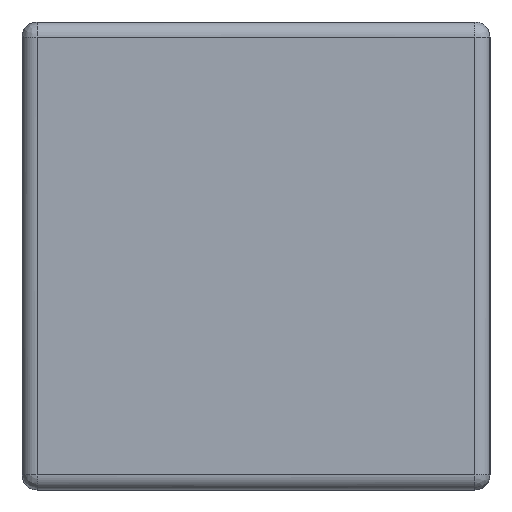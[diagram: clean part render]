
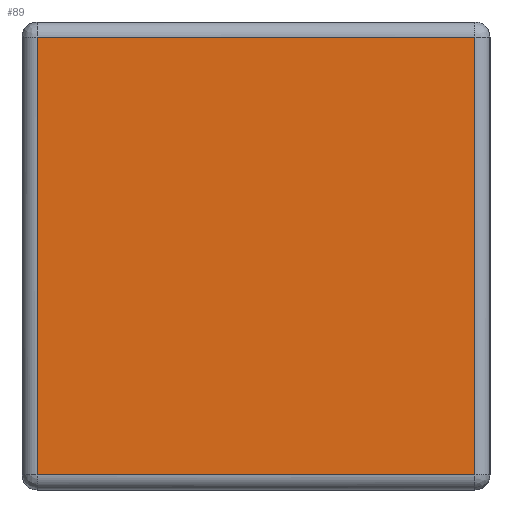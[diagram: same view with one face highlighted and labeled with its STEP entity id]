
A CAD part, left-side view. The second image highlights one B-rep face of the part: STEP entity #89.
In plain terms, the highlighted planar face has unit normal (-1, 0, 0).
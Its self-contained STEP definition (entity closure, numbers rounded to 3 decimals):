
#89=ADVANCED_FACE($,(#141),#635,.T.);
#141=FACE_OUTER_BOUND($,#195,.T.);
#195=EDGE_LOOP($,(#384,#385,#386,#387));
#384=ORIENTED_EDGE($,*,*,#514,.F.);
#385=ORIENTED_EDGE($,*,*,#486,.F.);
#386=ORIENTED_EDGE($,*,*,#515,.F.);
#387=ORIENTED_EDGE($,*,*,#513,.F.);
#486=EDGE_CURVE($,#569,#566,#720,.T.);
#513=EDGE_CURVE($,#572,#574,#737,.T.);
#514=EDGE_CURVE($,#566,#572,#738,.T.);
#515=EDGE_CURVE($,#574,#569,#739,.T.);
#566=VERTEX_POINT($,#1286);
#569=VERTEX_POINT($,#1289);
#572=VERTEX_POINT($,#1292);
#574=VERTEX_POINT($,#1294);
#635=PLANE($,#791);
#720=B_SPLINE_CURVE_WITH_KNOTS($,1,(#1111,#1112),.UNSPECIFIED.,.F.,.F.,(2,
2),(-2.9,0.),.UNSPECIFIED.);
#737=B_SPLINE_CURVE_WITH_KNOTS($,1,(#1175,#1176),.UNSPECIFIED.,.F.,.F.,(2,
2),(-2.9,0.),.UNSPECIFIED.);
#738=B_SPLINE_CURVE_WITH_KNOTS($,1,(#1177,#1178),.UNSPECIFIED.,.F.,.F.,(2,
2),(-2.9,0.),.UNSPECIFIED.);
#739=B_SPLINE_CURVE_WITH_KNOTS($,1,(#1179,#1180),.UNSPECIFIED.,.F.,.F.,(2,
2),(-2.9,0.),.UNSPECIFIED.);
#791=AXIS2_PLACEMENT_3D($,#1273,#822,$);
#822=DIRECTION($,(-1.,0.,0.));
#1111=CARTESIAN_POINT($,(-5.05,-1.45,1.45));
#1112=CARTESIAN_POINT($,(-5.05,-1.45,-1.45));
#1175=CARTESIAN_POINT($,(-5.05,1.45,-1.45));
#1176=CARTESIAN_POINT($,(-5.05,1.45,1.45));
#1177=CARTESIAN_POINT($,(-5.05,-1.45,-1.45));
#1178=CARTESIAN_POINT($,(-5.05,1.45,-1.45));
#1179=CARTESIAN_POINT($,(-5.05,1.45,1.45));
#1180=CARTESIAN_POINT($,(-5.05,-1.45,1.45));
#1273=CARTESIAN_POINT($,(-5.05,-1.45,1.45));
#1286=CARTESIAN_POINT($,(-5.05,-1.45,-1.45));
#1289=CARTESIAN_POINT($,(-5.05,-1.45,1.45));
#1292=CARTESIAN_POINT($,(-5.05,1.45,-1.45));
#1294=CARTESIAN_POINT($,(-5.05,1.45,1.45));
